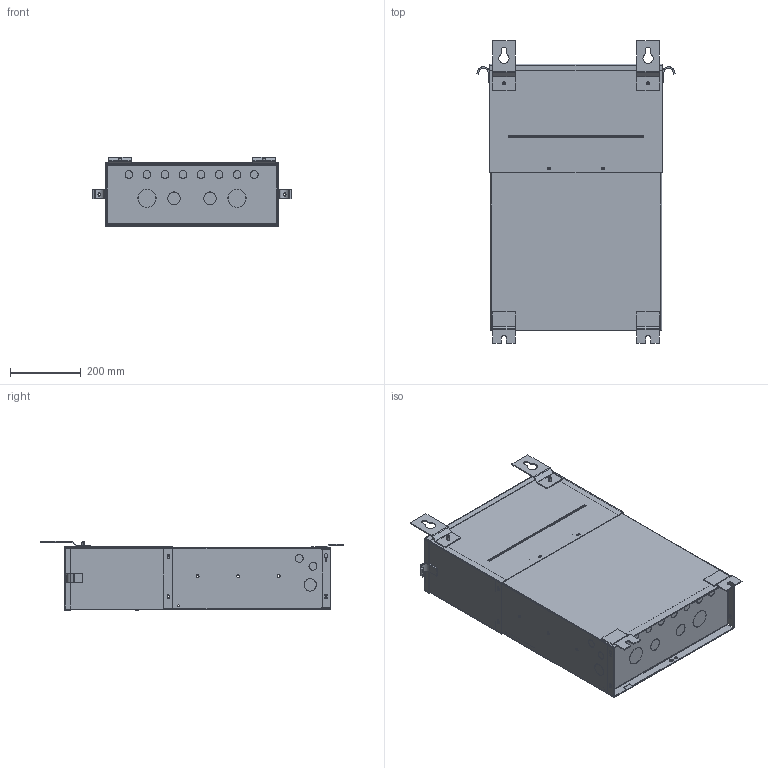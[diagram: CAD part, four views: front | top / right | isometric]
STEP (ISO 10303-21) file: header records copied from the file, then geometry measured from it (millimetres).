
FILE_DESCRIPTION (( 'STEP AP214' ), '1' );
FILE_NAME ('PTBA3150009SS.STEP', '2017-03-01T16:47:45', ( '' ), ( '' ), 'SwSTEP 2.0', 'SolidWorks 2017', '' );
FILE_SCHEMA (( 'AUTOMOTIVE_DESIGN' ));
Length unit declared in the file: inch
Products named in the file (13): C  6-700372-; A  1-85784-; C-5-700868_C-6-700868; B  7-700874-; C  6-701199-; B  1-700378-; PTBA3150009SS; A-1-700387; A  2-1430301-; B  6-700374-; B  5-700373-
Assembly tree (16 placements, depth 3):
  PTBA3150009SS
    C  6-701199-
      C  6-701199-
      B  1-700378-  x2
    B  7-700874-
    C-5-700868_C-6-700868
    C  6-700372-
      A  1-85784-  x2
      C  6-700372-
      B  5-700373-
      B  6-700374-
      A  2-1430301-  x2
    A-1-700387  x2
Bounding box: 560.15 x 854.13 x 196.96 mm (x, y, z)
Volume: 2004510.8 mm3; surface area: 2589362.8 mm2
Topology: 14 solids, 14 shells, 708 faces, 1818 edges, 1144 vertices
Faces by surface type: plane 428, cylinder 256, bspline 16, cone 4, torus 4
Entity records: 20731 total; most frequent: CARTESIAN_POINT 4331, ORIENTED_EDGE 3288, DIRECTION 3268, EDGE_CURVE 1644, VECTOR 1124, LINE 1124, AXIS2_PLACEMENT_3D 1072, VERTEX_POINT 1042
